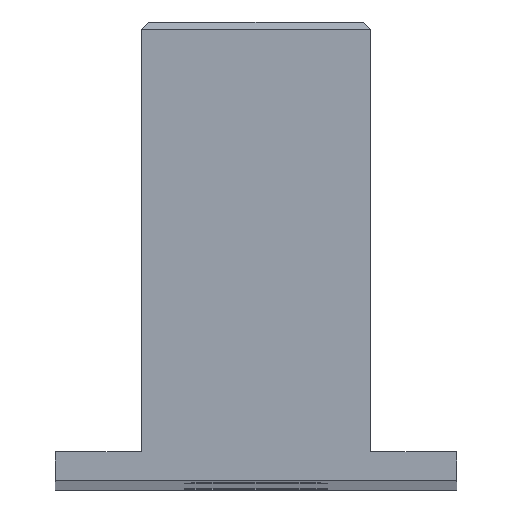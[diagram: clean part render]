
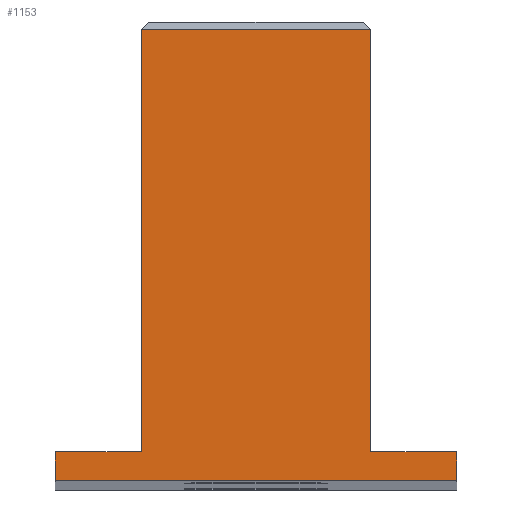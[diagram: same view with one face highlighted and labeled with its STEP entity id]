
A CAD part, top view. The second image highlights one B-rep face of the part: STEP entity #1153.
In plain terms, the highlighted planar face has unit normal (0, 0, 1).
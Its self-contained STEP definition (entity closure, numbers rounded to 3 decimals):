
#70 = VECTOR ( 'NONE', #3685, 1000. ) ;
#99 = CARTESIAN_POINT ( 'NONE',  ( 61., 0.5, 95.5 ) ) ;
#126 = PLANE ( 'NONE',  #2484 ) ;
#132 = CARTESIAN_POINT ( 'NONE',  ( 50., 15.25, 95.5 ) ) ;
#204 = VECTOR ( 'NONE', #1980, 1000. ) ;
#210 = VECTOR ( 'NONE', #2489, 1000. ) ;
#217 = CARTESIAN_POINT ( 'NONE',  ( 61., -0.5, 95.5 ) ) ;
#241 = LINE ( 'NONE', #3198, #1997 ) ;
#265 = CARTESIAN_POINT ( 'NONE',  ( 61., 0.5, 95.5 ) ) ;
#440 = ORIENTED_EDGE ( 'NONE', *, *, #2521, .F. ) ;
#490 = CARTESIAN_POINT ( 'NONE',  ( 61., 0.5, 95.5 ) ) ;
#508 = DIRECTION ( 'NONE',  ( 0., -1., 0. ) ) ;
#514 = EDGE_CURVE ( 'NONE', #830, #567, #1335, .T. ) ;
#567 = VERTEX_POINT ( 'NONE', #2799 ) ;
#669 = EDGE_CURVE ( 'NONE', #1853, #830, #1265, .T. ) ;
#675 = LINE ( 'NONE', #2159, #210 ) ;
#742 = CARTESIAN_POINT ( 'NONE',  ( 61., -0.5, 95.5 ) ) ;
#746 = LINE ( 'NONE', #490, #70 ) ;
#830 = VERTEX_POINT ( 'NONE', #217 ) ;
#973 = CARTESIAN_POINT ( 'NONE',  ( 54., 0., 95.5 ) ) ;
#1150 = VERTEX_POINT ( 'NONE', #1537 ) ;
#1153 = ADVANCED_FACE ( 'NONE', ( #2722 ), #126, .T. ) ;
#1218 = DIRECTION ( 'NONE',  ( -1., 0., 0. ) ) ;
#1239 = DIRECTION ( 'NONE',  ( 0., 0., 1. ) ) ;
#1250 = EDGE_LOOP ( 'NONE', ( #3461, #440, #3652, #1722, #3105, #2619, #1627, #3008 ) ) ;
#1265 = LINE ( 'NONE', #2419, #2412 ) ;
#1335 = LINE ( 'NONE', #742, #2654 ) ;
#1443 = EDGE_CURVE ( 'NONE', #3065, #3656, #241, .T. ) ;
#1463 = VERTEX_POINT ( 'NONE', #2280 ) ;
#1470 = EDGE_CURVE ( 'NONE', #567, #1463, #2266, .T. ) ;
#1537 = CARTESIAN_POINT ( 'NONE',  ( 50., 0.5, 95.5 ) ) ;
#1627 = ORIENTED_EDGE ( 'NONE', *, *, #3291, .F. ) ;
#1722 = ORIENTED_EDGE ( 'NONE', *, *, #514, .F. ) ;
#1727 = DIRECTION ( 'NONE',  ( 1., 0., 0. ) ) ;
#1853 = VERTEX_POINT ( 'NONE', #99 ) ;
#1862 = DIRECTION ( 'NONE',  ( -1., 0., 0. ) ) ;
#1893 = VECTOR ( 'NONE', #508, 1000. ) ;
#1979 = DIRECTION ( 'NONE',  ( 0., 1., 0. ) ) ;
#1980 = DIRECTION ( 'NONE',  ( 1., 0., 0. ) ) ;
#1997 = VECTOR ( 'NONE', #1727, 1000. ) ;
#2159 = CARTESIAN_POINT ( 'NONE',  ( 50., 0.5, 95.5 ) ) ;
#2266 = LINE ( 'NONE', #3418, #2486 ) ;
#2280 = CARTESIAN_POINT ( 'NONE',  ( 47., 0.5, 95.5 ) ) ;
#2285 = VERTEX_POINT ( 'NONE', #2747 ) ;
#2412 = VECTOR ( 'NONE', #3273, 1000. ) ;
#2419 = CARTESIAN_POINT ( 'NONE',  ( 61., 0.5, 95.5 ) ) ;
#2484 = AXIS2_PLACEMENT_3D ( 'NONE', #973, #1239, #1218 ) ;
#2486 = VECTOR ( 'NONE', #1979, 1000. ) ;
#2489 = DIRECTION ( 'NONE',  ( 0., -1., 0. ) ) ;
#2521 = EDGE_CURVE ( 'NONE', #1463, #1150, #746, .T. ) ;
#2554 = EDGE_CURVE ( 'NONE', #2285, #1853, #3719, .T. ) ;
#2619 = ORIENTED_EDGE ( 'NONE', *, *, #2554, .F. ) ;
#2654 = VECTOR ( 'NONE', #1862, 1000. ) ;
#2689 = CARTESIAN_POINT ( 'NONE',  ( 58., 15.25, 95.5 ) ) ;
#2722 = FACE_OUTER_BOUND ( 'NONE', #1250, .T. ) ;
#2747 = CARTESIAN_POINT ( 'NONE',  ( 58., 0.5, 95.5 ) ) ;
#2799 = CARTESIAN_POINT ( 'NONE',  ( 47., -0.5, 95.5 ) ) ;
#2883 = CARTESIAN_POINT ( 'NONE',  ( 58., 0.5, 95.5 ) ) ;
#3008 = ORIENTED_EDGE ( 'NONE', *, *, #1443, .F. ) ;
#3065 = VERTEX_POINT ( 'NONE', #132 ) ;
#3100 = LINE ( 'NONE', #2883, #1893 ) ;
#3105 = ORIENTED_EDGE ( 'NONE', *, *, #669, .F. ) ;
#3198 = CARTESIAN_POINT ( 'NONE',  ( 54., 15.25, 95.5 ) ) ;
#3273 = DIRECTION ( 'NONE',  ( 0., -1., 0. ) ) ;
#3291 = EDGE_CURVE ( 'NONE', #3656, #2285, #3100, .T. ) ;
#3418 = CARTESIAN_POINT ( 'NONE',  ( 47., 0.5, 95.5 ) ) ;
#3461 = ORIENTED_EDGE ( 'NONE', *, *, #3513, .T. ) ;
#3513 = EDGE_CURVE ( 'NONE', #3065, #1150, #675, .T. ) ;
#3652 = ORIENTED_EDGE ( 'NONE', *, *, #1470, .F. ) ;
#3656 = VERTEX_POINT ( 'NONE', #2689 ) ;
#3685 = DIRECTION ( 'NONE',  ( 1., 0., 0. ) ) ;
#3719 = LINE ( 'NONE', #265, #204 ) ;
